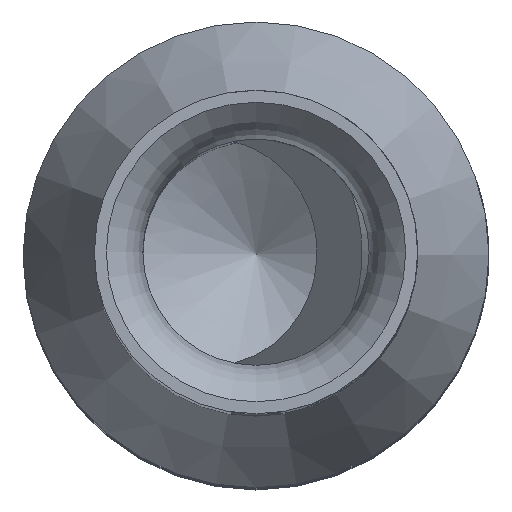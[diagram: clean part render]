
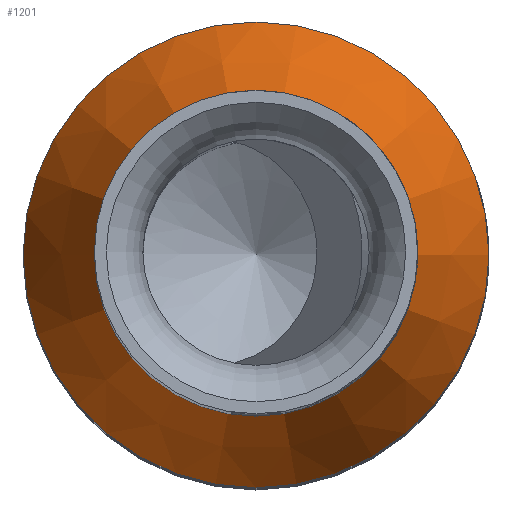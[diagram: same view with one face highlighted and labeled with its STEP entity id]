
A CAD part, top view. The second image highlights one B-rep face of the part: STEP entity #1201.
In plain terms, the highlighted conical face has half-angle 24.513 degrees and reference radius 1.75 mm.
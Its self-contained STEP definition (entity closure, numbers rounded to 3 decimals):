
#994=CONICAL_SURFACE('',#4167,1.75,24.513);
#1201=ADVANCED_FACE('',(#1349,#1350),#994,.T.);
#1349=FACE_BOUND('',#1515,.T.);
#1350=FACE_BOUND('',#1516,.T.);
#1515=EDGE_LOOP('',(#2091));
#1516=EDGE_LOOP('',(#2092));
#2091=ORIENTED_EDGE('',*,*,#2687,.T.);
#2092=ORIENTED_EDGE('',*,*,#2686,.F.);
#2379=VERTEX_POINT('',#6540);
#2380=VERTEX_POINT('',#6543);
#2686=EDGE_CURVE('',#2379,#2379,#2869,.T.);
#2687=EDGE_CURVE('',#2380,#2380,#2870,.T.);
#2869=CIRCLE('',#4164,1.75);
#2870=CIRCLE('',#4166,0.9);
#4164=AXIS2_PLACEMENT_3D('',#6539,#4880,#4881);
#4166=AXIS2_PLACEMENT_3D('',#6542,#4884,#4885);
#4167=AXIS2_PLACEMENT_3D('',#6544,#4886,#4887);
#4880=DIRECTION('',(0.,0.,-1.));
#4881=DIRECTION('',(-1.,0.,0.));
#4884=DIRECTION('',(0.,0.,-1.));
#4885=DIRECTION('',(-1.,0.,0.));
#4886=DIRECTION('',(0.,0.,-1.));
#4887=DIRECTION('',(-1.,0.,0.));
#6539=CARTESIAN_POINT('',(0.,0.,0.));
#6540=CARTESIAN_POINT('',(-1.75,0.,0.));
#6542=CARTESIAN_POINT('',(0.,0.,1.864));
#6543=CARTESIAN_POINT('',(-0.9,0.,1.864));
#6544=CARTESIAN_POINT('',(0.,0.,0.));
